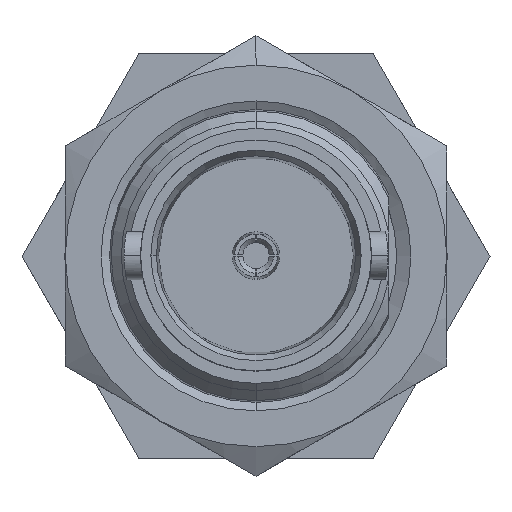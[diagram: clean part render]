
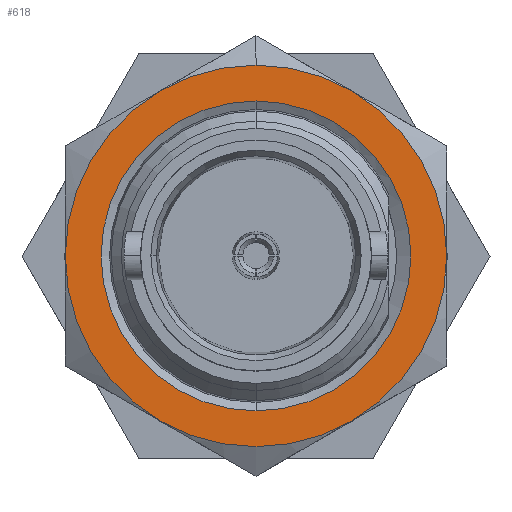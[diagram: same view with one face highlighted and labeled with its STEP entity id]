
A CAD part, top view. The second image highlights one B-rep face of the part: STEP entity #618.
In plain terms, the highlighted planar face has unit normal (0, 0, 1).
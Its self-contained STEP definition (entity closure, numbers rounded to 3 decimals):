
#618 = ADVANCED_FACE ( 'NONE', ( #3740, #3741 ), #3980, .F. ) ;
#1073 = VERTEX_POINT ( 'NONE', #9752 ) ;
#1077 = VERTEX_POINT ( 'NONE', #9756 ) ;
#1078 = VERTEX_POINT ( 'NONE', #9757 ) ;
#1080 = VERTEX_POINT ( 'NONE', #9759 ) ;
#1082 = VERTEX_POINT ( 'NONE', #9761 ) ;
#1693 = EDGE_CURVE ( 'NONE', #6161, #3529, #9071, .T. ) ;
#1702 = EDGE_CURVE ( 'NONE', #4770, #4779, #9081, .T. ) ;
#1881 = AXIS2_PLACEMENT_3D ( 'NONE', #3988, #3989, #3990 ) ;
#2259 = EDGE_LOOP ( 'NONE', ( #3470, #3480, #3491, #3481, #3499, #3497, #3502 ) ) ;
#2307 = EDGE_LOOP ( 'NONE', ( #3488, #3471 ) ) ;
#3219 = EDGE_CURVE ( 'NONE', #4779, #4770, #9111, .T. ) ;
#3275 = EDGE_CURVE ( 'NONE', #1078, #1082, #9161, .T. ) ;
#3284 = EDGE_CURVE ( 'NONE', #1080, #1077, #9172, .T. ) ;
#3375 = EDGE_CURVE ( 'NONE', #1073, #6161, #9245, .T. ) ;
#3389 = EDGE_CURVE ( 'NONE', #1077, #1073, #9257, .T. ) ;
#3412 = EDGE_CURVE ( 'NONE', #1082, #1080, #9281, .T. ) ;
#3424 = EDGE_CURVE ( 'NONE', #3529, #1078, #9287, .T. ) ;
#3470 = ORIENTED_EDGE ( 'NONE', *, *, #3284, .T. ) ;
#3471 = ORIENTED_EDGE ( 'NONE', *, *, #1702, .F. ) ;
#3480 = ORIENTED_EDGE ( 'NONE', *, *, #3389, .T. ) ;
#3481 = ORIENTED_EDGE ( 'NONE', *, *, #1693, .T. ) ;
#3488 = ORIENTED_EDGE ( 'NONE', *, *, #3219, .F. ) ;
#3491 = ORIENTED_EDGE ( 'NONE', *, *, #3375, .T. ) ;
#3497 = ORIENTED_EDGE ( 'NONE', *, *, #3275, .T. ) ;
#3499 = ORIENTED_EDGE ( 'NONE', *, *, #3424, .T. ) ;
#3502 = ORIENTED_EDGE ( 'NONE', *, *, #3412, .T. ) ;
#3529 = VERTEX_POINT ( 'NONE', #5276 ) ;
#3740 = FACE_BOUND ( 'NONE', #2307, .T. ) ;
#3741 = FACE_OUTER_BOUND ( 'NONE', #2259, .T. ) ;
#3980 = PLANE ( 'NONE',  #1881 ) ;
#3988 = CARTESIAN_POINT ( 'NONE',  ( 0., 8., -12.9 ) ) ;
#3989 = DIRECTION ( 'NONE',  ( 0., 0., -1. ) ) ;
#3990 = DIRECTION ( 'NONE',  ( 0., 1., 0. ) ) ;
#4770 = VERTEX_POINT ( 'NONE', #5367 ) ;
#4779 = VERTEX_POINT ( 'NONE', #5372 ) ;
#4986 = CARTESIAN_POINT ( 'NONE',  ( 0., 0., -12.9 ) ) ;
#4987 = DIRECTION ( 'NONE',  ( 0., 0., 1. ) ) ;
#4988 = DIRECTION ( 'NONE',  ( 0., -1., 0. ) ) ;
#5063 = AXIS2_PLACEMENT_3D ( 'NONE', #10262, #10263, #10264 ) ;
#5068 = AXIS2_PLACEMENT_3D ( 'NONE', #10288, #10289, #10290 ) ;
#5093 = AXIS2_PLACEMENT_3D ( 'NONE', #10763, #10764, #10765 ) ;
#5118 = CARTESIAN_POINT ( 'NONE',  ( 0., 0., -12.9 ) ) ;
#5120 = DIRECTION ( 'NONE',  ( 0., 0., 1. ) ) ;
#5121 = DIRECTION ( 'NONE',  ( 0., -1., 0. ) ) ;
#5150 = AXIS2_PLACEMENT_3D ( 'NONE', #7873, #7874, #7875 ) ;
#5156 = AXIS2_PLACEMENT_3D ( 'NONE', #7891, #7892, #7893 ) ;
#5218 = CARTESIAN_POINT ( 'NONE',  ( 0., 0., -12.9 ) ) ;
#5220 = DIRECTION ( 'NONE',  ( 0., 0., 1. ) ) ;
#5223 = DIRECTION ( 'NONE',  ( 0., -1., 0. ) ) ;
#5230 = AXIS2_PLACEMENT_3D ( 'NONE', #8216, #8217, #8218 ) ;
#5252 = AXIS2_PLACEMENT_3D ( 'NONE', #4986, #4987, #4988 ) ;
#5270 = AXIS2_PLACEMENT_3D ( 'NONE', #5118, #5120, #5121 ) ;
#5276 = CARTESIAN_POINT ( 'NONE',  ( -4., 6.928, -12.9 ) ) ;
#5284 = AXIS2_PLACEMENT_3D ( 'NONE', #5218, #5220, #5223 ) ;
#5367 = CARTESIAN_POINT ( 'NONE',  ( 0., 6.5, -12.9 ) ) ;
#5372 = CARTESIAN_POINT ( 'NONE',  ( 0., -6.5, -12.9 ) ) ;
#5457 = CARTESIAN_POINT ( 'NONE',  ( 0., 8., -12.9 ) ) ;
#6161 = VERTEX_POINT ( 'NONE', #5457 ) ;
#7873 = CARTESIAN_POINT ( 'NONE',  ( 0., 0., -12.9 ) ) ;
#7874 = DIRECTION ( 'NONE',  ( 0., 0., 1. ) ) ;
#7875 = DIRECTION ( 'NONE',  ( 0., -1., 0. ) ) ;
#7891 = CARTESIAN_POINT ( 'NONE',  ( 0., 0., -12.9 ) ) ;
#7892 = DIRECTION ( 'NONE',  ( 0., 0., 1. ) ) ;
#7893 = DIRECTION ( 'NONE',  ( 0., -1., 0. ) ) ;
#8216 = CARTESIAN_POINT ( 'NONE',  ( 0., 0., -12.9 ) ) ;
#8217 = DIRECTION ( 'NONE',  ( 0., 0., 1. ) ) ;
#8218 = DIRECTION ( 'NONE',  ( 0., -1., 0. ) ) ;
#9071 = CIRCLE ( 'NONE', #5063, 8. ) ;
#9081 = CIRCLE ( 'NONE', #5068, 6.5 ) ;
#9111 = CIRCLE ( 'NONE', #5093, 6.5 ) ;
#9161 = CIRCLE ( 'NONE', #5150, 8. ) ;
#9172 = CIRCLE ( 'NONE', #5156, 8. ) ;
#9245 = CIRCLE ( 'NONE', #5230, 8. ) ;
#9257 = CIRCLE ( 'NONE', #5252, 8. ) ;
#9281 = CIRCLE ( 'NONE', #5270, 8. ) ;
#9287 = CIRCLE ( 'NONE', #5284, 8. ) ;
#9752 = CARTESIAN_POINT ( 'NONE',  ( 4., 6.928, -12.9 ) ) ;
#9756 = CARTESIAN_POINT ( 'NONE',  ( 8., 0., -12.9 ) ) ;
#9757 = CARTESIAN_POINT ( 'NONE',  ( -8., 0., -12.9 ) ) ;
#9759 = CARTESIAN_POINT ( 'NONE',  ( 4., -6.928, -12.9 ) ) ;
#9761 = CARTESIAN_POINT ( 'NONE',  ( -4., -6.928, -12.9 ) ) ;
#10262 = CARTESIAN_POINT ( 'NONE',  ( 0., 0., -12.9 ) ) ;
#10263 = DIRECTION ( 'NONE',  ( 0., 0., 1. ) ) ;
#10264 = DIRECTION ( 'NONE',  ( 0., -1., 0. ) ) ;
#10288 = CARTESIAN_POINT ( 'NONE',  ( 0., 0., -12.9 ) ) ;
#10289 = DIRECTION ( 'NONE',  ( 0., 0., 1. ) ) ;
#10290 = DIRECTION ( 'NONE',  ( 0., -1., 0. ) ) ;
#10763 = CARTESIAN_POINT ( 'NONE',  ( 0., 0., -12.9 ) ) ;
#10764 = DIRECTION ( 'NONE',  ( 0., 0., 1. ) ) ;
#10765 = DIRECTION ( 'NONE',  ( 0., -1., 0. ) ) ;
